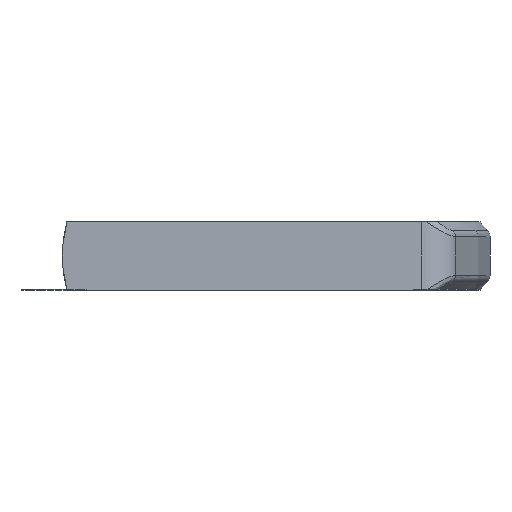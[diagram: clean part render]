
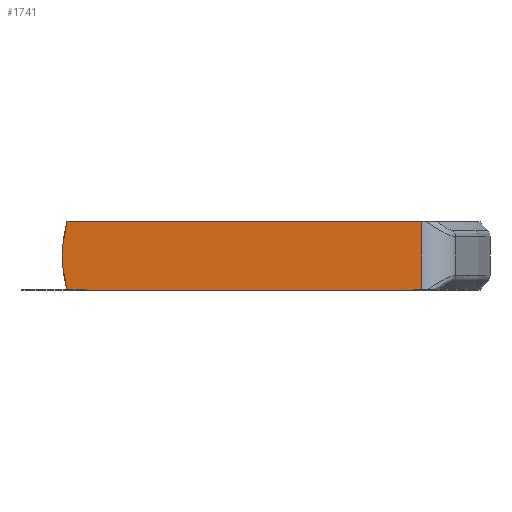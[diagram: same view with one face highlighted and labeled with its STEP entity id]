
A CAD part, left-side view. The second image highlights one B-rep face of the part: STEP entity #1741.
In plain terms, the highlighted planar face has unit normal (-1, 0, 0).
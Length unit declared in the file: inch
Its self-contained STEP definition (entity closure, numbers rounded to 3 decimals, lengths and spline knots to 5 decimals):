
#120=PLANE('',#2009);
#215=FACE_OUTER_BOUND('',#326,.T.);
#326=EDGE_LOOP('',(#1363,#1364,#1365,#1366));
#449=LINE('',#2891,#570);
#452=LINE('',#2967,#573);
#471=LINE('',#3305,#592);
#570=VECTOR('',#2259,3.90581);
#573=VECTOR('',#2278,3.90581);
#592=VECTOR('',#2349,0.75);
#708=VERTEX_POINT('',#2888);
#709=VERTEX_POINT('',#2890);
#723=VERTEX_POINT('',#2964);
#724=VERTEX_POINT('',#2966);
#914=EDGE_CURVE('',#709,#708,#449,.T.);
#931=EDGE_CURVE('',#723,#724,#452,.T.);
#987=EDGE_CURVE('',#723,#709,#471,.T.);
#988=EDGE_CURVE('',#708,#724,#1883,.T.);
#1363=ORIENTED_EDGE('',*,*,#987,.T.);
#1364=ORIENTED_EDGE('',*,*,#914,.T.);
#1365=ORIENTED_EDGE('',*,*,#988,.T.);
#1366=ORIENTED_EDGE('',*,*,#931,.F.);
#1741=ADVANCED_FACE('',(#215),#120,.T.);
#1883=CIRCLE('',#2010,1.45168);
#2009=AXIS2_PLACEMENT_3D('',#3306,#2350,#2351);
#2010=AXIS2_PLACEMENT_3D('',#3307,#2352,#2353);
#2259=DIRECTION('',(0.,1.,0.));
#2278=DIRECTION('',(0.,1.,0.));
#2349=DIRECTION('',(0.,0.,1.));
#2350=DIRECTION('center_axis',(-1.,0.,0.));
#2351=DIRECTION('ref_axis',(0.,-1.,0.));
#2352=DIRECTION('center_axis',(-1.,0.,0.));
#2353=DIRECTION('ref_axis',(0.,1.,0.));
#2888=CARTESIAN_POINT('',(0.,0.,0.75));
#2890=CARTESIAN_POINT('',(0.,-3.90581,0.75));
#2891=CARTESIAN_POINT('',(0.,-0.07573,0.75));
#2964=CARTESIAN_POINT('',(0.,-3.90581,0.));
#2966=CARTESIAN_POINT('',(0.,0.,0.));
#2967=CARTESIAN_POINT('',(0.,-0.07573,0.));
#3305=CARTESIAN_POINT('',(0.,-3.90581,0.));
#3306=CARTESIAN_POINT('Origin',(0.,-0.07573,
0.));
#3307=CARTESIAN_POINT('Origin',(0.,-1.4024,0.375));
